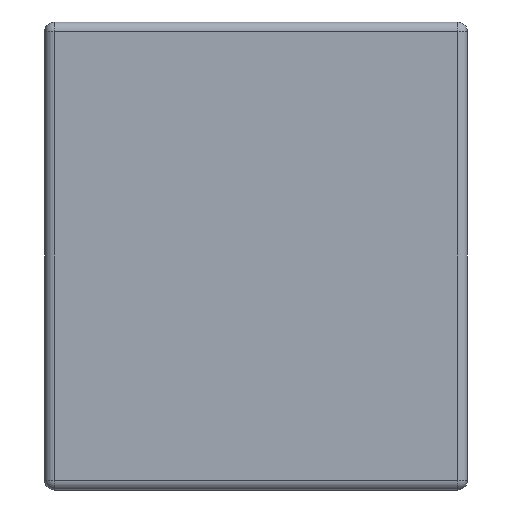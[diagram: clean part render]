
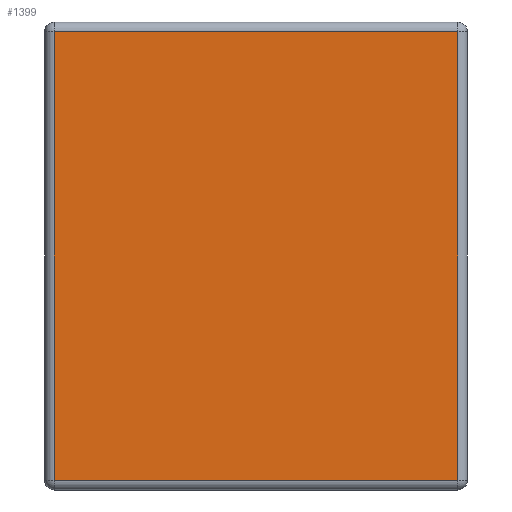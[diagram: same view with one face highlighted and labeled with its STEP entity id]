
A CAD part, left-side view. The second image highlights one B-rep face of the part: STEP entity #1399.
In plain terms, the highlighted planar face has unit normal (-1, 0, 0).
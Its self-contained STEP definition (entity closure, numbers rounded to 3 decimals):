
#121 = LINE ( 'NONE', #143, #1473 ) ;
#143 = CARTESIAN_POINT ( 'NONE',  ( 0., 1.4, -0.032 ) ) ;
#173 = CARTESIAN_POINT ( 'NONE',  ( 0., 0., 0. ) ) ;
#374 = CARTESIAN_POINT ( 'NONE',  ( 0., 0.032, -1.518 ) ) ;
#485 = CARTESIAN_POINT ( 'NONE',  ( 0., 1.368, -1.55 ) ) ;
#533 = ORIENTED_EDGE ( 'NONE', *, *, #3234, .T. ) ;
#791 = EDGE_CURVE ( 'NONE', #2656, #4444, #3357, .T. ) ;
#939 = DIRECTION ( 'NONE',  ( 0., 0., 1. ) ) ;
#943 = CARTESIAN_POINT ( 'NONE',  ( 0., 1.368, -1.518 ) ) ;
#1180 = DIRECTION ( 'NONE',  ( 0., 1., 0. ) ) ;
#1247 = DIRECTION ( 'NONE',  ( 0., 0., 1. ) ) ;
#1378 = ORIENTED_EDGE ( 'NONE', *, *, #4570, .T. ) ;
#1399 = ADVANCED_FACE ( 'NONE', ( #4475 ), #4546, .T. ) ;
#1473 = VECTOR ( 'NONE', #1180, 1000. ) ;
#1621 = LINE ( 'NONE', #485, #3311 ) ;
#1831 = ORIENTED_EDGE ( 'NONE', *, *, #3456, .T. ) ;
#1833 = ORIENTED_EDGE ( 'NONE', *, *, #791, .T. ) ;
#1883 = CARTESIAN_POINT ( 'NONE',  ( 0., 1.368, -0.032 ) ) ;
#2128 = AXIS2_PLACEMENT_3D ( 'NONE', #173, #2378, #1247 ) ;
#2148 = CARTESIAN_POINT ( 'NONE',  ( 0., 0., -1.518 ) ) ;
#2378 = DIRECTION ( 'NONE',  ( -1., 0., 0. ) ) ;
#2466 = VERTEX_POINT ( 'NONE', #943 ) ;
#2541 = EDGE_LOOP ( 'NONE', ( #1378, #1833, #533, #1831 ) ) ;
#2608 = LINE ( 'NONE', #2148, #3457 ) ;
#2656 = VERTEX_POINT ( 'NONE', #374 ) ;
#2765 = VERTEX_POINT ( 'NONE', #1883 ) ;
#2892 = VECTOR ( 'NONE', #939, 1000. ) ;
#3158 = CARTESIAN_POINT ( 'NONE',  ( 0., 0.032, 0. ) ) ;
#3234 = EDGE_CURVE ( 'NONE', #4444, #2765, #121, .T. ) ;
#3311 = VECTOR ( 'NONE', #3353, 1000. ) ;
#3353 = DIRECTION ( 'NONE',  ( 0., 0., -1. ) ) ;
#3357 = LINE ( 'NONE', #3158, #2892 ) ;
#3456 = EDGE_CURVE ( 'NONE', #2765, #2466, #1621, .T. ) ;
#3457 = VECTOR ( 'NONE', #4309, 1000. ) ;
#4309 = DIRECTION ( 'NONE',  ( 0., -1., 0. ) ) ;
#4357 = CARTESIAN_POINT ( 'NONE',  ( 0., 0.032, -0.032 ) ) ;
#4444 = VERTEX_POINT ( 'NONE', #4357 ) ;
#4475 = FACE_OUTER_BOUND ( 'NONE', #2541, .T. ) ;
#4546 = PLANE ( 'NONE',  #2128 ) ;
#4570 = EDGE_CURVE ( 'NONE', #2466, #2656, #2608, .T. ) ;
